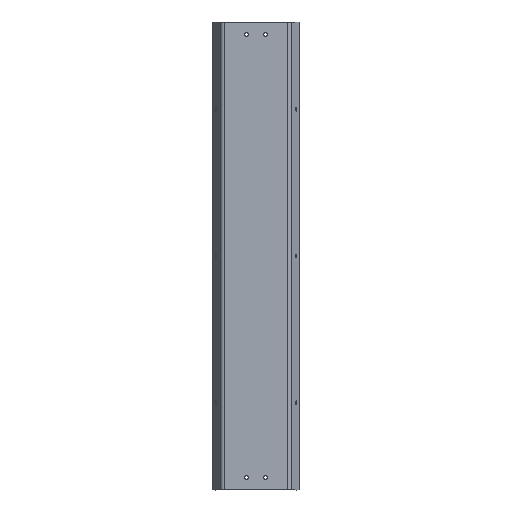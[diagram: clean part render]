
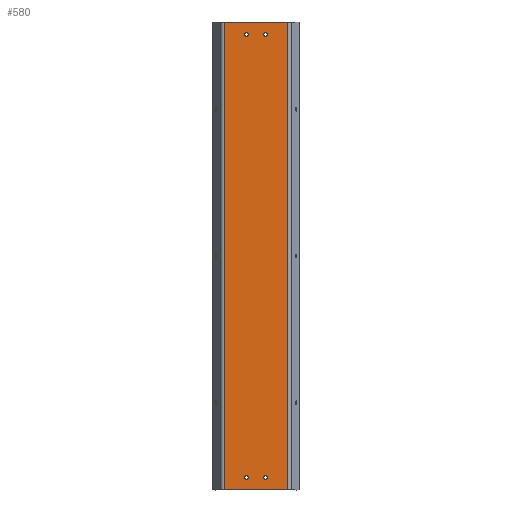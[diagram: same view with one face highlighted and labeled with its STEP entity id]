
A CAD part, top view. The second image highlights one B-rep face of the part: STEP entity #580.
In plain terms, the highlighted planar face has unit normal (0, 0, 1).
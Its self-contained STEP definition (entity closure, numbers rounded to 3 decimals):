
#4 = EDGE_LOOP ( 'NONE', ( #352, #386 ) ) ;
#7 = DIRECTION ( 'NONE',  ( -1., 0., 0. ) ) ;
#10 = CARTESIAN_POINT ( 'NONE',  ( -6.868, 10., 4. ) ) ;
#28 = DIRECTION ( 'NONE',  ( 0., 0., 1. ) ) ;
#41 = CIRCLE ( 'NONE', #759, 1.5 ) ;
#45 = CARTESIAN_POINT ( 'NONE',  ( 29.442, 0., 4. ) ) ;
#48 = LINE ( 'NONE', #70, #568 ) ;
#64 = CARTESIAN_POINT ( 'NONE',  ( 9.632, 365., 4. ) ) ;
#70 = CARTESIAN_POINT ( 'NONE',  ( 29.442, 375., 4. ) ) ;
#75 = AXIS2_PLACEMENT_3D ( 'NONE', #1012, #279, #1293 ) ;
#81 = VECTOR ( 'NONE', #404, 1000. ) ;
#88 = AXIS2_PLACEMENT_3D ( 'NONE', #447, #28, #426 ) ;
#90 = AXIS2_PLACEMENT_3D ( 'NONE', #716, #1027, #7 ) ;
#99 = ORIENTED_EDGE ( 'NONE', *, *, #1151, .F. ) ;
#117 = CIRCLE ( 'NONE', #88, 1.5 ) ;
#176 = AXIS2_PLACEMENT_3D ( 'NONE', #989, #771, #685 ) ;
#185 = CARTESIAN_POINT ( 'NONE',  ( -6.868, 365., 4. ) ) ;
#189 = EDGE_CURVE ( 'NONE', #916, #1275, #117, .T. ) ;
#205 = EDGE_CURVE ( 'NONE', #231, #1234, #629, .T. ) ;
#218 = FACE_BOUND ( 'NONE', #411, .T. ) ;
#231 = VERTEX_POINT ( 'NONE', #251 ) ;
#245 = CIRCLE ( 'NONE', #981, 1.5 ) ;
#251 = CARTESIAN_POINT ( 'NONE',  ( -3.868, 365., 4. ) ) ;
#254 = CIRCLE ( 'NONE', #75, 1.5 ) ;
#271 = DIRECTION ( 'NONE',  ( 1., 0., 0. ) ) ;
#273 = CARTESIAN_POINT ( 'NONE',  ( 27.71, 375., 4. ) ) ;
#279 = DIRECTION ( 'NONE',  ( 0., 0., 1. ) ) ;
#299 = VERTEX_POINT ( 'NONE', #1280 ) ;
#300 = DIRECTION ( 'NONE',  ( 1., 0., 0. ) ) ;
#302 = FACE_BOUND ( 'NONE', #873, .T. ) ;
#340 = ORIENTED_EDGE ( 'NONE', *, *, #841, .F. ) ;
#341 = DIRECTION ( 'NONE',  ( 0., -1., 0. ) ) ;
#350 = EDGE_CURVE ( 'NONE', #1038, #705, #552, .T. ) ;
#352 = ORIENTED_EDGE ( 'NONE', *, *, #205, .F. ) ;
#362 = VERTEX_POINT ( 'NONE', #676 ) ;
#365 = VERTEX_POINT ( 'NONE', #273 ) ;
#374 = EDGE_CURVE ( 'NONE', #1312, #299, #254, .T. ) ;
#383 = DIRECTION ( 'NONE',  ( 0., 0., 1. ) ) ;
#386 = ORIENTED_EDGE ( 'NONE', *, *, #686, .F. ) ;
#404 = DIRECTION ( 'NONE',  ( 0., 1., 0. ) ) ;
#407 = ORIENTED_EDGE ( 'NONE', *, *, #1096, .T. ) ;
#408 = AXIS2_PLACEMENT_3D ( 'NONE', #752, #645, #948 ) ;
#411 = EDGE_LOOP ( 'NONE', ( #924, #707 ) ) ;
#426 = DIRECTION ( 'NONE',  ( 1., 0., 0. ) ) ;
#431 = FACE_BOUND ( 'NONE', #640, .T. ) ;
#435 = ORIENTED_EDGE ( 'NONE', *, *, #350, .T. ) ;
#447 = CARTESIAN_POINT ( 'NONE',  ( 9.632, 365., 4. ) ) ;
#475 = CARTESIAN_POINT ( 'NONE',  ( -23.445, 375., 4. ) ) ;
#492 = DIRECTION ( 'NONE',  ( 0., 0., 1. ) ) ;
#511 = ORIENTED_EDGE ( 'NONE', *, *, #1213, .T. ) ;
#537 = FACE_OUTER_BOUND ( 'NONE', #1011, .T. ) ;
#548 = CARTESIAN_POINT ( 'NONE',  ( 8.132, 365., 4. ) ) ;
#552 = LINE ( 'NONE', #45, #725 ) ;
#567 = ORIENTED_EDGE ( 'NONE', *, *, #1232, .F. ) ;
#568 = VECTOR ( 'NONE', #271, 1000. ) ;
#580 = ADVANCED_FACE ( 'NONE', ( #643, #218, #431, #302, #537 ), #853, .F. ) ;
#608 = CARTESIAN_POINT ( 'NONE',  ( 11.132, 10., 4. ) ) ;
#629 = CIRCLE ( 'NONE', #408, 1.5 ) ;
#640 = EDGE_LOOP ( 'NONE', ( #850, #340 ) ) ;
#643 = FACE_BOUND ( 'NONE', #4, .T. ) ;
#645 = DIRECTION ( 'NONE',  ( 0., 0., 1. ) ) ;
#666 = CIRCLE ( 'NONE', #176, 1.5 ) ;
#676 = CARTESIAN_POINT ( 'NONE',  ( -3.868, 10., 4. ) ) ;
#685 = DIRECTION ( 'NONE',  ( 1., 0., 0. ) ) ;
#686 = EDGE_CURVE ( 'NONE', #1234, #231, #1227, .T. ) ;
#694 = AXIS2_PLACEMENT_3D ( 'NONE', #817, #1217, #300 ) ;
#705 = VERTEX_POINT ( 'NONE', #884 ) ;
#707 = ORIENTED_EDGE ( 'NONE', *, *, #189, .F. ) ;
#711 = DIRECTION ( 'NONE',  ( 1., 0., 0. ) ) ;
#716 = CARTESIAN_POINT ( 'NONE',  ( 29.442, 375., 4. ) ) ;
#725 = VECTOR ( 'NONE', #1169, 1000. ) ;
#733 = VERTEX_POINT ( 'NONE', #10 ) ;
#741 = DIRECTION ( 'NONE',  ( 1., 0., 0. ) ) ;
#752 = CARTESIAN_POINT ( 'NONE',  ( -5.368, 365., 4. ) ) ;
#759 = AXIS2_PLACEMENT_3D ( 'NONE', #64, #1269, #741 ) ;
#771 = DIRECTION ( 'NONE',  ( 0., 0., 1. ) ) ;
#817 = CARTESIAN_POINT ( 'NONE',  ( 9.632, 10., 4. ) ) ;
#841 = EDGE_CURVE ( 'NONE', #299, #1312, #928, .T. ) ;
#850 = ORIENTED_EDGE ( 'NONE', *, *, #374, .F. ) ;
#853 = PLANE ( 'NONE',  #90 ) ;
#873 = EDGE_LOOP ( 'NONE', ( #1185, #567 ) ) ;
#884 = CARTESIAN_POINT ( 'NONE',  ( 27.71, 0., 4. ) ) ;
#916 = VERTEX_POINT ( 'NONE', #548 ) ;
#924 = ORIENTED_EDGE ( 'NONE', *, *, #947, .F. ) ;
#928 = CIRCLE ( 'NONE', #694, 1.5 ) ;
#947 = EDGE_CURVE ( 'NONE', #1275, #916, #41, .T. ) ;
#948 = DIRECTION ( 'NONE',  ( 1., 0., 0. ) ) ;
#950 = LINE ( 'NONE', #1266, #1244 ) ;
#981 = AXIS2_PLACEMENT_3D ( 'NONE', #996, #492, #1105 ) ;
#989 = CARTESIAN_POINT ( 'NONE',  ( -5.368, 10., 4. ) ) ;
#996 = CARTESIAN_POINT ( 'NONE',  ( -5.368, 10., 4. ) ) ;
#1011 = EDGE_LOOP ( 'NONE', ( #435, #511, #99, #407 ) ) ;
#1012 = CARTESIAN_POINT ( 'NONE',  ( 9.632, 10., 4. ) ) ;
#1022 = LINE ( 'NONE', #1303, #81 ) ;
#1027 = DIRECTION ( 'NONE',  ( 0., 0., -1. ) ) ;
#1038 = VERTEX_POINT ( 'NONE', #1134 ) ;
#1096 = EDGE_CURVE ( 'NONE', #1239, #1038, #950, .T. ) ;
#1105 = DIRECTION ( 'NONE',  ( 1., 0., 0. ) ) ;
#1115 = EDGE_CURVE ( 'NONE', #362, #733, #666, .T. ) ;
#1116 = CARTESIAN_POINT ( 'NONE',  ( 11.132, 365., 4. ) ) ;
#1134 = CARTESIAN_POINT ( 'NONE',  ( -23.445, 0., 4. ) ) ;
#1151 = EDGE_CURVE ( 'NONE', #1239, #365, #48, .T. ) ;
#1169 = DIRECTION ( 'NONE',  ( 1., 0., 0. ) ) ;
#1185 = ORIENTED_EDGE ( 'NONE', *, *, #1115, .F. ) ;
#1213 = EDGE_CURVE ( 'NONE', #705, #365, #1022, .T. ) ;
#1217 = DIRECTION ( 'NONE',  ( 0., 0., 1. ) ) ;
#1227 = CIRCLE ( 'NONE', #1242, 1.5 ) ;
#1232 = EDGE_CURVE ( 'NONE', #733, #362, #245, .T. ) ;
#1234 = VERTEX_POINT ( 'NONE', #185 ) ;
#1239 = VERTEX_POINT ( 'NONE', #475 ) ;
#1242 = AXIS2_PLACEMENT_3D ( 'NONE', #1302, #383, #711 ) ;
#1244 = VECTOR ( 'NONE', #341, 1000. ) ;
#1266 = CARTESIAN_POINT ( 'NONE',  ( -23.445, 375., 4. ) ) ;
#1269 = DIRECTION ( 'NONE',  ( 0., 0., 1. ) ) ;
#1275 = VERTEX_POINT ( 'NONE', #1116 ) ;
#1280 = CARTESIAN_POINT ( 'NONE',  ( 8.132, 10., 4. ) ) ;
#1293 = DIRECTION ( 'NONE',  ( 1., 0., 0. ) ) ;
#1302 = CARTESIAN_POINT ( 'NONE',  ( -5.368, 365., 4. ) ) ;
#1303 = CARTESIAN_POINT ( 'NONE',  ( 27.71, 375., 4. ) ) ;
#1312 = VERTEX_POINT ( 'NONE', #608 ) ;
